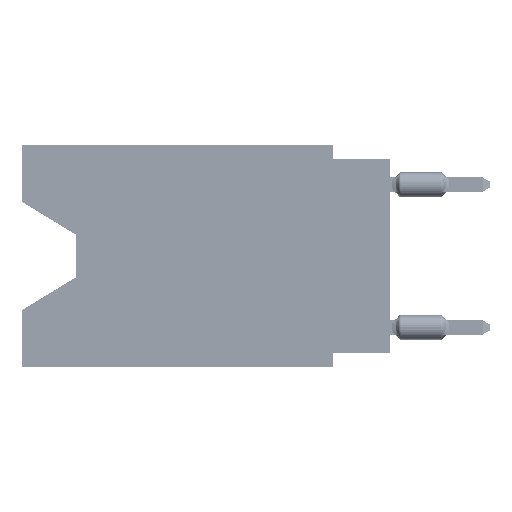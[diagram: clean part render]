
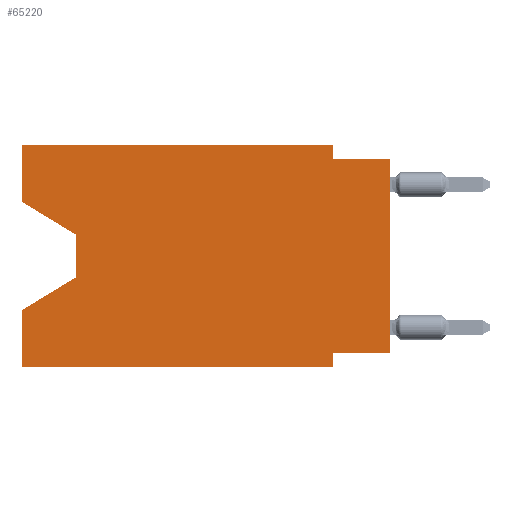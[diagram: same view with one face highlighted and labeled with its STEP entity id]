
A CAD part, left-side view. The second image highlights one B-rep face of the part: STEP entity #65220.
In plain terms, the highlighted planar face has unit normal (-1, 0, 0).
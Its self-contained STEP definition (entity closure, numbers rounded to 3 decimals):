
#742 = CARTESIAN_POINT ( 'NONE',  ( 0., 2.54, -0.635 ) ) ;
#903 = VECTOR ( 'NONE', #13199, 1000. ) ;
#971 = CARTESIAN_POINT ( 'NONE',  ( 0., 13.97, -4.013 ) ) ;
#1010 = CARTESIAN_POINT ( 'NONE',  ( 0., 2.54, 0. ) ) ;
#1563 = LINE ( 'NONE', #28548, #52424 ) ;
#1624 = CARTESIAN_POINT ( 'NONE',  ( 0., 16.383, -7.36 ) ) ;
#2094 = ORIENTED_EDGE ( 'NONE', *, *, #6865, .F. ) ;
#2917 = CARTESIAN_POINT ( 'NONE',  ( 0., 0., -0.635 ) ) ;
#3000 = PLANE ( 'NONE',  #17447 ) ;
#4634 = CARTESIAN_POINT ( 'NONE',  ( 0., 16.383, 0. ) ) ;
#4951 = CARTESIAN_POINT ( 'NONE',  ( 0., 16.383, 0. ) ) ;
#5382 = CARTESIAN_POINT ( 'NONE',  ( 0., 13.97, -4.013 ) ) ;
#6865 = EDGE_CURVE ( 'NONE', #45350, #27317, #65818, .T. ) ;
#10222 = EDGE_CURVE ( 'NONE', #16488, #32126, #55864, .T. ) ;
#10658 = ORIENTED_EDGE ( 'NONE', *, *, #60900, .T. ) ;
#11034 = VECTOR ( 'NONE', #19838, 1000. ) ;
#13162 = DIRECTION ( 'NONE',  ( 0., -1., 0. ) ) ;
#13199 = DIRECTION ( 'NONE',  ( 0., 0., 1. ) ) ;
#13505 = DIRECTION ( 'NONE',  ( 0., 0., -1. ) ) ;
#14571 = CARTESIAN_POINT ( 'NONE',  ( 0., 0., -0.635 ) ) ;
#15194 = CARTESIAN_POINT ( 'NONE',  ( 0., 2.54, -9.906 ) ) ;
#16488 = VERTEX_POINT ( 'NONE', #4951 ) ;
#17376 = EDGE_CURVE ( 'NONE', #22373, #34736, #59666, .T. ) ;
#17447 = AXIS2_PLACEMENT_3D ( 'NONE', #29276, #51350, #13505 ) ;
#17956 = VERTEX_POINT ( 'NONE', #60275 ) ;
#18078 = VECTOR ( 'NONE', #18708, 1000. ) ;
#18248 = ORIENTED_EDGE ( 'NONE', *, *, #64136, .F. ) ;
#18358 = CARTESIAN_POINT ( 'NONE',  ( 0., 13.97, -5.893 ) ) ;
#18505 = VECTOR ( 'NONE', #13162, 1000. ) ;
#18708 = DIRECTION ( 'NONE',  ( 0., -1., 0. ) ) ;
#18801 = VECTOR ( 'NONE', #62479, 1000. ) ;
#19251 = ORIENTED_EDGE ( 'NONE', *, *, #29231, .T. ) ;
#19784 = DIRECTION ( 'NONE',  ( 0., 0.855, -0.519 ) ) ;
#19838 = DIRECTION ( 'NONE',  ( 0., -1., 0. ) ) ;
#19970 = LINE ( 'NONE', #52215, #44067 ) ;
#20720 = CARTESIAN_POINT ( 'NONE',  ( 0., 0., -9.271 ) ) ;
#22373 = VERTEX_POINT ( 'NONE', #971 ) ;
#23373 = CARTESIAN_POINT ( 'NONE',  ( 0., 16.383, 0. ) ) ;
#23831 = VERTEX_POINT ( 'NONE', #2917 ) ;
#24021 = CARTESIAN_POINT ( 'NONE',  ( 0., 16.383, -9.906 ) ) ;
#25371 = VECTOR ( 'NONE', #43507, 1000. ) ;
#26420 = LINE ( 'NONE', #36239, #57207 ) ;
#26766 = DIRECTION ( 'NONE',  ( 0., 0., -1. ) ) ;
#27317 = VERTEX_POINT ( 'NONE', #52571 ) ;
#27494 = CARTESIAN_POINT ( 'NONE',  ( 0., 0., 0. ) ) ;
#28548 = CARTESIAN_POINT ( 'NONE',  ( 0., 2.54, 0. ) ) ;
#29231 = EDGE_CURVE ( 'NONE', #17956, #52863, #66063, .T. ) ;
#29276 = CARTESIAN_POINT ( 'NONE',  ( 0., 16.383, 0. ) ) ;
#29971 = FACE_OUTER_BOUND ( 'NONE', #51791, .T. ) ;
#31587 = ORIENTED_EDGE ( 'NONE', *, *, #10222, .F. ) ;
#32126 = VERTEX_POINT ( 'NONE', #1010 ) ;
#33077 = LINE ( 'NONE', #27494, #52190 ) ;
#34736 = VERTEX_POINT ( 'NONE', #18358 ) ;
#36142 = EDGE_CURVE ( 'NONE', #34736, #57396, #26420, .T. ) ;
#36239 = CARTESIAN_POINT ( 'NONE',  ( 0., 13.97, -5.893 ) ) ;
#36280 = ORIENTED_EDGE ( 'NONE', *, *, #65546, .T. ) ;
#36310 = VERTEX_POINT ( 'NONE', #43220 ) ;
#39200 = CARTESIAN_POINT ( 'NONE',  ( 0., 0., -9.271 ) ) ;
#39223 = CARTESIAN_POINT ( 'NONE',  ( 0., 2.54, -9.906 ) ) ;
#40575 = DIRECTION ( 'NONE',  ( 0., 1., 0. ) ) ;
#42469 = ORIENTED_EDGE ( 'NONE', *, *, #53319, .F. ) ;
#42720 = ORIENTED_EDGE ( 'NONE', *, *, #17376, .T. ) ;
#43220 = CARTESIAN_POINT ( 'NONE',  ( 0., 16.383, -2.546 ) ) ;
#43259 = EDGE_CURVE ( 'NONE', #68138, #23831, #56614, .T. ) ;
#43507 = DIRECTION ( 'NONE',  ( 0., 0., 1. ) ) ;
#44067 = VECTOR ( 'NONE', #68295, 1000. ) ;
#44770 = EDGE_CURVE ( 'NONE', #32126, #68138, #1563, .T. ) ;
#44853 = EDGE_CURVE ( 'NONE', #27317, #52863, #68089, .T. ) ;
#45350 = VERTEX_POINT ( 'NONE', #20720 ) ;
#45691 = CARTESIAN_POINT ( 'NONE',  ( 0., 16.383, 0. ) ) ;
#48817 = VECTOR ( 'NONE', #26766, 1000. ) ;
#49621 = ORIENTED_EDGE ( 'NONE', *, *, #36142, .T. ) ;
#49920 = DIRECTION ( 'NONE',  ( 0., 0., -1. ) ) ;
#50482 = DIRECTION ( 'NONE',  ( 0., 0., 1. ) ) ;
#51350 = DIRECTION ( 'NONE',  ( 1., 0., 0. ) ) ;
#51791 = EDGE_LOOP ( 'NONE', ( #10658, #42720, #49621, #42469, #19251, #62774, #2094, #36280, #68896, #52957, #31587, #18248 ) ) ;
#52190 = VECTOR ( 'NONE', #50482, 1000. ) ;
#52215 = CARTESIAN_POINT ( 'NONE',  ( 0., 16.383, -2.546 ) ) ;
#52424 = VECTOR ( 'NONE', #49920, 1000. ) ;
#52571 = CARTESIAN_POINT ( 'NONE',  ( 0., 2.54, -9.271 ) ) ;
#52863 = VERTEX_POINT ( 'NONE', #39223 ) ;
#52957 = ORIENTED_EDGE ( 'NONE', *, *, #44770, .F. ) ;
#53319 = EDGE_CURVE ( 'NONE', #17956, #57396, #66441, .T. ) ;
#53326 = LINE ( 'NONE', #4634, #25371 ) ;
#55864 = LINE ( 'NONE', #45691, #18078 ) ;
#56614 = LINE ( 'NONE', #14571, #11034 ) ;
#57207 = VECTOR ( 'NONE', #19784, 1000. ) ;
#57396 = VERTEX_POINT ( 'NONE', #1624 ) ;
#59666 = LINE ( 'NONE', #5382, #48817 ) ;
#60275 = CARTESIAN_POINT ( 'NONE',  ( 0., 16.383, -9.906 ) ) ;
#60900 = EDGE_CURVE ( 'NONE', #36310, #22373, #19970, .T. ) ;
#62479 = DIRECTION ( 'NONE',  ( 0., 0., -1. ) ) ;
#62774 = ORIENTED_EDGE ( 'NONE', *, *, #44853, .F. ) ;
#64136 = EDGE_CURVE ( 'NONE', #36310, #16488, #53326, .T. ) ;
#64182 = VECTOR ( 'NONE', #40575, 1000. ) ;
#65220 = ADVANCED_FACE ( 'NONE', ( #29971 ), #3000, .F. ) ;
#65546 = EDGE_CURVE ( 'NONE', #45350, #23831, #33077, .T. ) ;
#65818 = LINE ( 'NONE', #39200, #64182 ) ;
#66063 = LINE ( 'NONE', #24021, #18505 ) ;
#66441 = LINE ( 'NONE', #23373, #903 ) ;
#68089 = LINE ( 'NONE', #15194, #18801 ) ;
#68138 = VERTEX_POINT ( 'NONE', #742 ) ;
#68295 = DIRECTION ( 'NONE',  ( 0., -0.855, -0.519 ) ) ;
#68896 = ORIENTED_EDGE ( 'NONE', *, *, #43259, .F. ) ;
